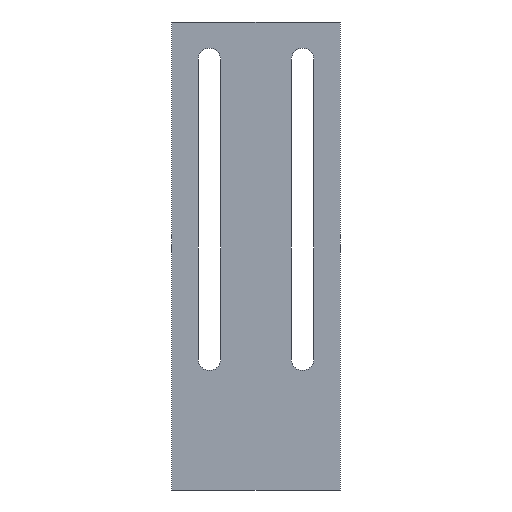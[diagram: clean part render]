
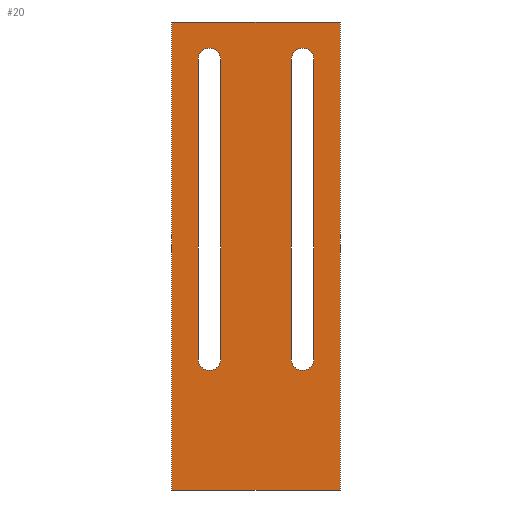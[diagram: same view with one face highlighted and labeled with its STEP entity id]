
A CAD part, front view. The second image highlights one B-rep face of the part: STEP entity #20.
In plain terms, the highlighted planar face has unit normal (0, -1, 0).
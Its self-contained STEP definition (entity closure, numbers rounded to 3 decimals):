
#18 = VECTOR ( 'NONE', #560, 1000. ) ;
#20 = ADVANCED_FACE ( 'NONE', ( #235, #329, #191 ), #423, .F. ) ;
#24 = ORIENTED_EDGE ( 'NONE', *, *, #150, .F. ) ;
#29 = ORIENTED_EDGE ( 'NONE', *, *, #498, .T. ) ;
#37 = CARTESIAN_POINT ( 'NONE',  ( 15.435, 0., 0. ) ) ;
#38 = CIRCLE ( 'NONE', #371, 3. ) ;
#41 = ORIENTED_EDGE ( 'NONE', *, *, #231, .T. ) ;
#43 = EDGE_CURVE ( 'NONE', #256, #443, #428, .T. ) ;
#50 = DIRECTION ( 'NONE',  ( 0., 0., 1. ) ) ;
#70 = DIRECTION ( 'NONE',  ( 0., 0., 1. ) ) ;
#74 = ORIENTED_EDGE ( 'NONE', *, *, #94, .F. ) ;
#78 = DIRECTION ( 'NONE',  ( 0., 0., 1. ) ) ;
#80 = EDGE_CURVE ( 'NONE', #256, #491, #151, .T. ) ;
#81 = ORIENTED_EDGE ( 'NONE', *, *, #507, .T. ) ;
#86 = VECTOR ( 'NONE', #421, 1000. ) ;
#91 = CARTESIAN_POINT ( 'NONE',  ( 12.435, 0., -29.419 ) ) ;
#92 = CARTESIAN_POINT ( 'NONE',  ( 0., 0., 63.581 ) ) ;
#94 = EDGE_CURVE ( 'NONE', #578, #494, #475, .T. ) ;
#99 = DIRECTION ( 'NONE',  ( 0., 0., 1. ) ) ;
#100 = DIRECTION ( 'NONE',  ( 0., 0., 1. ) ) ;
#106 = CIRCLE ( 'NONE', #320, 3. ) ;
#112 = CARTESIAN_POINT ( 'NONE',  ( -12.435, 0., 53.581 ) ) ;
#113 = ORIENTED_EDGE ( 'NONE', *, *, #520, .F. ) ;
#115 = DIRECTION ( 'NONE',  ( 0., 0., 1. ) ) ;
#124 = CARTESIAN_POINT ( 'NONE',  ( 22.435, 0., 0. ) ) ;
#127 = CARTESIAN_POINT ( 'NONE',  ( 9.435, 0., -26.419 ) ) ;
#128 = ORIENTED_EDGE ( 'NONE', *, *, #442, .F. ) ;
#135 = CIRCLE ( 'NONE', #478, 3. ) ;
#139 = CARTESIAN_POINT ( 'NONE',  ( 22.435, 0., 63.581 ) ) ;
#142 = EDGE_CURVE ( 'NONE', #389, #403, #172, .T. ) ;
#144 = AXIS2_PLACEMENT_3D ( 'NONE', #283, #185, #99 ) ;
#145 = CARTESIAN_POINT ( 'NONE',  ( -15.435, 0., -26.419 ) ) ;
#146 = CARTESIAN_POINT ( 'NONE',  ( 0., 0., 0. ) ) ;
#150 = EDGE_CURVE ( 'NONE', #161, #162, #355, .T. ) ;
#151 = CIRCLE ( 'NONE', #318, 3. ) ;
#153 = VERTEX_POINT ( 'NONE', #575 ) ;
#161 = VERTEX_POINT ( 'NONE', #447 ) ;
#162 = VERTEX_POINT ( 'NONE', #347 ) ;
#172 = LINE ( 'NONE', #37, #184 ) ;
#179 = VECTOR ( 'NONE', #572, 1000. ) ;
#183 = EDGE_LOOP ( 'NONE', ( #213, #29, #81, #41, #24 ) ) ;
#184 = VECTOR ( 'NONE', #115, 1000. ) ;
#185 = DIRECTION ( 'NONE',  ( 0., -1., 0. ) ) ;
#191 = FACE_BOUND ( 'NONE', #555, .T. ) ;
#193 = CARTESIAN_POINT ( 'NONE',  ( -22.435, 0., 0. ) ) ;
#203 = EDGE_CURVE ( 'NONE', #260, #494, #523, .T. ) ;
#204 = VECTOR ( 'NONE', #378, 1000. ) ;
#213 = ORIENTED_EDGE ( 'NONE', *, *, #221, .T. ) ;
#215 = DIRECTION ( 'NONE',  ( 0., 1., 0. ) ) ;
#219 = VECTOR ( 'NONE', #275, 1000. ) ;
#220 = CARTESIAN_POINT ( 'NONE',  ( 15.435, 0., -26.419 ) ) ;
#221 = EDGE_CURVE ( 'NONE', #161, #453, #135, .T. ) ;
#227 = AXIS2_PLACEMENT_3D ( 'NONE', #146, #245, #100 ) ;
#231 = EDGE_CURVE ( 'NONE', #472, #162, #581, .T. ) ;
#235 = FACE_BOUND ( 'NONE', #183, .T. ) ;
#245 = DIRECTION ( 'NONE',  ( 0., 1., 0. ) ) ;
#256 = VERTEX_POINT ( 'NONE', #127 ) ;
#257 = ORIENTED_EDGE ( 'NONE', *, *, #203, .T. ) ;
#260 = VERTEX_POINT ( 'NONE', #319 ) ;
#268 = LINE ( 'NONE', #501, #219 ) ;
#269 = EDGE_LOOP ( 'NONE', ( #257, #74, #113, #577 ) ) ;
#275 = DIRECTION ( 'NONE',  ( 1., 0., 0. ) ) ;
#277 = CARTESIAN_POINT ( 'NONE',  ( -15.435, 0., 0. ) ) ;
#283 = CARTESIAN_POINT ( 'NONE',  ( 12.435, 0., -26.419 ) ) ;
#287 = DIRECTION ( 'NONE',  ( 0., 0., 1. ) ) ;
#289 = CARTESIAN_POINT ( 'NONE',  ( -12.435, 0., -29.419 ) ) ;
#298 = DIRECTION ( 'NONE',  ( 0., 1., 0. ) ) ;
#318 = AXIS2_PLACEMENT_3D ( 'NONE', #325, #509, #287 ) ;
#319 = CARTESIAN_POINT ( 'NONE',  ( 22.435, 0., -61.289 ) ) ;
#320 = AXIS2_PLACEMENT_3D ( 'NONE', #331, #510, #50 ) ;
#323 = CARTESIAN_POINT ( 'NONE',  ( -22.435, 0., 63.581 ) ) ;
#325 = CARTESIAN_POINT ( 'NONE',  ( 12.435, 0., -26.419 ) ) ;
#329 = FACE_OUTER_BOUND ( 'NONE', #269, .T. ) ;
#331 = CARTESIAN_POINT ( 'NONE',  ( -12.435, 0., -26.419 ) ) ;
#333 = CARTESIAN_POINT ( 'NONE',  ( 9.435, 0., 0. ) ) ;
#334 = EDGE_CURVE ( 'NONE', #153, #260, #268, .T. ) ;
#337 = EDGE_CURVE ( 'NONE', #403, #443, #38, .T. ) ;
#347 = CARTESIAN_POINT ( 'NONE',  ( -9.435, 0., 53.581 ) ) ;
#355 = LINE ( 'NONE', #391, #179 ) ;
#364 = CARTESIAN_POINT ( 'NONE',  ( 12.435, 0., 53.581 ) ) ;
#369 = CARTESIAN_POINT ( 'NONE',  ( -15.435, 0., 53.581 ) ) ;
#371 = AXIS2_PLACEMENT_3D ( 'NONE', #364, #413, #503 ) ;
#376 = CARTESIAN_POINT ( 'NONE',  ( 9.435, 0., 53.581 ) ) ;
#378 = DIRECTION ( 'NONE',  ( 0., 0., 1. ) ) ;
#382 = CIRCLE ( 'NONE', #144, 3. ) ;
#389 = VERTEX_POINT ( 'NONE', #220 ) ;
#391 = CARTESIAN_POINT ( 'NONE',  ( -9.435, 0., 0. ) ) ;
#403 = VERTEX_POINT ( 'NONE', #405 ) ;
#405 = CARTESIAN_POINT ( 'NONE',  ( 15.435, 0., 53.581 ) ) ;
#413 = DIRECTION ( 'NONE',  ( 0., -1., 0. ) ) ;
#416 = LINE ( 'NONE', #277, #204 ) ;
#420 = AXIS2_PLACEMENT_3D ( 'NONE', #112, #298, #70 ) ;
#421 = DIRECTION ( 'NONE',  ( 1., 0., 0. ) ) ;
#423 = PLANE ( 'NONE',  #227 ) ;
#428 = LINE ( 'NONE', #333, #557 ) ;
#435 = VECTOR ( 'NONE', #78, 1000. ) ;
#440 = ORIENTED_EDGE ( 'NONE', *, *, #43, .T. ) ;
#442 = EDGE_CURVE ( 'NONE', #491, #389, #382, .T. ) ;
#443 = VERTEX_POINT ( 'NONE', #376 ) ;
#447 = CARTESIAN_POINT ( 'NONE',  ( -9.435, 0., -26.419 ) ) ;
#453 = VERTEX_POINT ( 'NONE', #289 ) ;
#472 = VERTEX_POINT ( 'NONE', #369 ) ;
#474 = LINE ( 'NONE', #193, #18 ) ;
#475 = LINE ( 'NONE', #92, #86 ) ;
#478 = AXIS2_PLACEMENT_3D ( 'NONE', #532, #215, #569 ) ;
#491 = VERTEX_POINT ( 'NONE', #91 ) ;
#494 = VERTEX_POINT ( 'NONE', #139 ) ;
#496 = ORIENTED_EDGE ( 'NONE', *, *, #80, .F. ) ;
#498 = EDGE_CURVE ( 'NONE', #453, #537, #106, .T. ) ;
#501 = CARTESIAN_POINT ( 'NONE',  ( 0., 0., -61.289 ) ) ;
#503 = DIRECTION ( 'NONE',  ( 0., 0., 1. ) ) ;
#507 = EDGE_CURVE ( 'NONE', #537, #472, #416, .T. ) ;
#509 = DIRECTION ( 'NONE',  ( 0., -1., 0. ) ) ;
#510 = DIRECTION ( 'NONE',  ( 0., 1., 0. ) ) ;
#516 = DIRECTION ( 'NONE',  ( 0., 0., 1. ) ) ;
#520 = EDGE_CURVE ( 'NONE', #153, #578, #474, .T. ) ;
#523 = LINE ( 'NONE', #124, #435 ) ;
#524 = ORIENTED_EDGE ( 'NONE', *, *, #142, .F. ) ;
#532 = CARTESIAN_POINT ( 'NONE',  ( -12.435, 0., -26.419 ) ) ;
#537 = VERTEX_POINT ( 'NONE', #145 ) ;
#555 = EDGE_LOOP ( 'NONE', ( #440, #567, #524, #128, #496 ) ) ;
#557 = VECTOR ( 'NONE', #516, 1000. ) ;
#560 = DIRECTION ( 'NONE',  ( 0., 0., 1. ) ) ;
#567 = ORIENTED_EDGE ( 'NONE', *, *, #337, .F. ) ;
#569 = DIRECTION ( 'NONE',  ( 0., 0., 1. ) ) ;
#572 = DIRECTION ( 'NONE',  ( 0., 0., 1. ) ) ;
#575 = CARTESIAN_POINT ( 'NONE',  ( -22.435, 0., -61.289 ) ) ;
#577 = ORIENTED_EDGE ( 'NONE', *, *, #334, .T. ) ;
#578 = VERTEX_POINT ( 'NONE', #323 ) ;
#581 = CIRCLE ( 'NONE', #420, 3. ) ;
